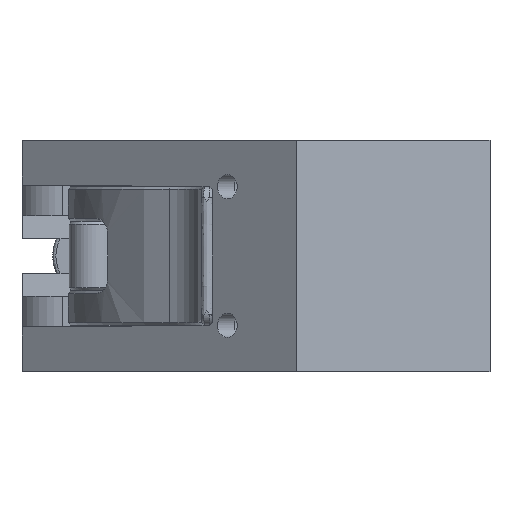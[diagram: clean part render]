
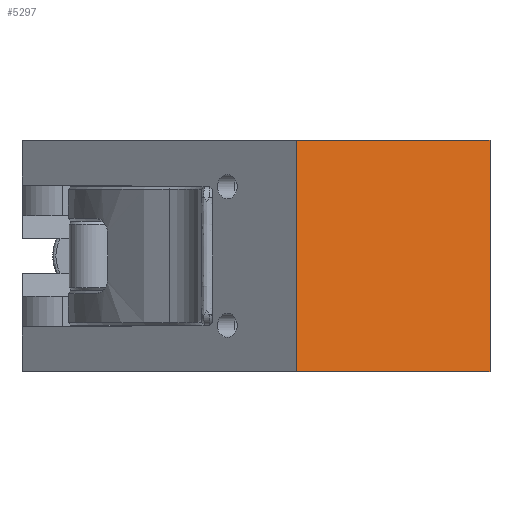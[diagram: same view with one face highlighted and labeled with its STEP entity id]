
A CAD part, left-side view. The second image highlights one B-rep face of the part: STEP entity #5297.
In plain terms, the highlighted planar face has unit normal (-0.985, -0.174, 0).
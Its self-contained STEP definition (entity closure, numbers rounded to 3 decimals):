
#5034 = VERTEX_POINT('',#5035);
#5035 = CARTESIAN_POINT('',(-45.696,14.408,-20.));
#5082 = VERTEX_POINT('',#5083);
#5083 = CARTESIAN_POINT('',(-45.696,14.408,20.));
#5089 = EDGE_CURVE('',#5034,#5082,#5090,.T.);
#5090 = LINE('',#5091,#5092);
#5091 = CARTESIAN_POINT('',(-45.696,14.408,-20.));
#5092 = VECTOR('',#5093,1.);
#5093 = DIRECTION('',(0.,0.,1.));
#5126 = EDGE_CURVE('',#5034,#5127,#5129,.T.);
#5127 = VERTEX_POINT('',#5128);
#5128 = CARTESIAN_POINT('',(-39.801,-19.024,-20.));
#5129 = LINE('',#5130,#5131);
#5130 = CARTESIAN_POINT('',(-45.696,14.408,-20.));
#5131 = VECTOR('',#5132,1.);
#5132 = DIRECTION('',(0.174,-0.985,0.));
#5297 = ADVANCED_FACE('',(#5298),#5316,.F.);
#5298 = FACE_BOUND('',#5299,.F.);
#5299 = EDGE_LOOP('',(#5300,#5301,#5309,#5315));
#5300 = ORIENTED_EDGE('',*,*,#5089,.T.);
#5301 = ORIENTED_EDGE('',*,*,#5302,.T.);
#5302 = EDGE_CURVE('',#5082,#5303,#5305,.T.);
#5303 = VERTEX_POINT('',#5304);
#5304 = CARTESIAN_POINT('',(-39.801,-19.024,20.));
#5305 = LINE('',#5306,#5307);
#5306 = CARTESIAN_POINT('',(-45.696,14.408,20.));
#5307 = VECTOR('',#5308,1.);
#5308 = DIRECTION('',(0.174,-0.985,0.));
#5309 = ORIENTED_EDGE('',*,*,#5310,.F.);
#5310 = EDGE_CURVE('',#5127,#5303,#5311,.T.);
#5311 = LINE('',#5312,#5313);
#5312 = CARTESIAN_POINT('',(-39.801,-19.024,-20.));
#5313 = VECTOR('',#5314,1.);
#5314 = DIRECTION('',(0.,0.,1.));
#5315 = ORIENTED_EDGE('',*,*,#5126,.F.);
#5316 = PLANE('',#5317);
#5317 = AXIS2_PLACEMENT_3D('',#5318,#5319,#5320);
#5318 = CARTESIAN_POINT('',(-45.696,14.408,-20.));
#5319 = DIRECTION('',(0.985,0.174,0.));
#5320 = DIRECTION('',(0.174,-0.985,0.));
